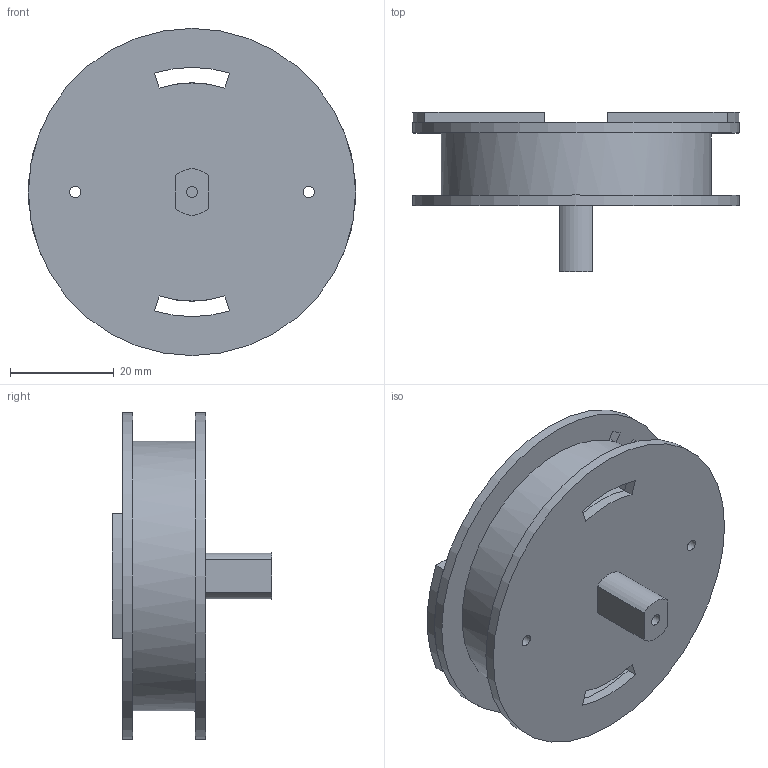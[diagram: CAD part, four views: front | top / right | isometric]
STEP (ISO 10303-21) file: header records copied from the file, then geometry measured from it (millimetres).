
FILE_DESCRIPTION(('FreeCAD Model'),'2;1');
FILE_NAME('Open CASCADE Shape Model','2023-02-23T15:56:28',(''),(''), 'Open CASCADE STEP processor 7.6','FreeCAD','Unknown');
FILE_SCHEMA(('AUTOMOTIVE_DESIGN { 1 0 10303 214 1 1 1 1 }'));
Length unit declared in the file: millimetre
Products named in the file (3): Resorte; FlechaCajaResorte; Tapa
Assembly tree (2 placements, depth 2):
  Resorte
    FlechaCajaResorte
    Tapa
Bounding box: 63 x 30.75 x 63 mm (x, y, z)
Volume: 25449.7 mm3; surface area: 18139.4 mm2
Topology: 2 solids, 2 shells, 72 faces, 170 edges, 104 vertices
Faces by surface type: plane 38, cylinder 34
Full cylindrical faces by diameter (mm): 2.2 x3, 3.2 x2, 6 x1, 7 x1, 12 x1, 37.8 x1, 38 x2, 52 x1, 63 x2
Entity records: 5078 total; most frequent: CARTESIAN_POINT 1436, DIRECTION 703, LINE 385, VECTOR 385, ORIENTED_EDGE 340, PCURVE 340, DEFINITIONAL_REPRESENTATION 340, EDGE_CURVE 170
